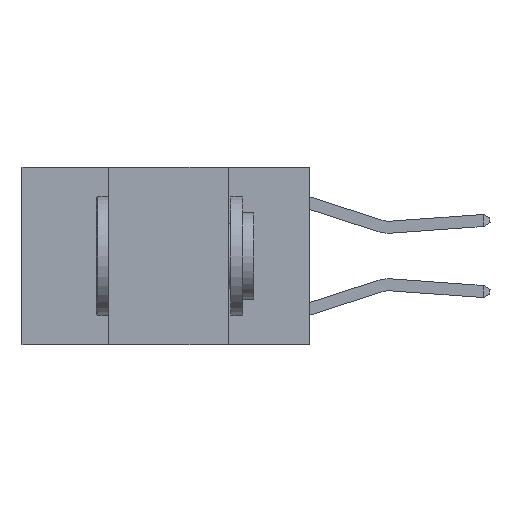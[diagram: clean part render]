
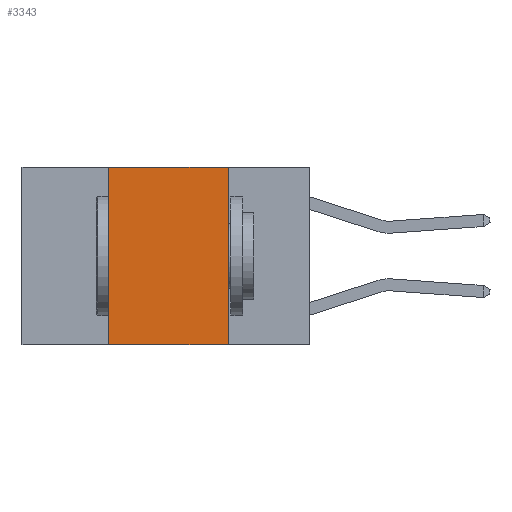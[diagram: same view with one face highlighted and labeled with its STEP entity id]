
A CAD part, left-side view. The second image highlights one B-rep face of the part: STEP entity #3343.
In plain terms, the highlighted planar face has unit normal (-1, 0, 0).
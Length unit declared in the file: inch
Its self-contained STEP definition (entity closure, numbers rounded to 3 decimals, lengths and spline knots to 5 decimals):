
#1318 = VECTOR ( 'NONE', #9053, 39.37008 ) ;
#2048 = EDGE_CURVE ( 'NONE', #11251, #3458, #21320, .T. ) ;
#3343 = ADVANCED_FACE ( 'NONE', ( #4825 ), #3856, .F. ) ;
#3458 = VERTEX_POINT ( 'NONE', #18407 ) ;
#3560 = VERTEX_POINT ( 'NONE', #11801 ) ;
#3702 = CARTESIAN_POINT ( 'NONE',  ( 0., 0.6, 0. ) ) ;
#3856 = PLANE ( 'NONE',  #18423 ) ;
#4709 = ORIENTED_EDGE ( 'NONE', *, *, #2048, .T. ) ;
#4825 = FACE_OUTER_BOUND ( 'NONE', #8556, .T. ) ;
#4927 = ORIENTED_EDGE ( 'NONE', *, *, #13376, .F. ) ;
#4928 = DIRECTION ( 'NONE',  ( 1., 0., 0. ) ) ;
#5542 = VERTEX_POINT ( 'NONE', #12392 ) ;
#7483 = LINE ( 'NONE', #21571, #17006 ) ;
#8169 = VECTOR ( 'NONE', #13251, 39.37008 ) ;
#8354 = ORIENTED_EDGE ( 'NONE', *, *, #8878, .F. ) ;
#8556 = EDGE_LOOP ( 'NONE', ( #4927, #18151, #8354, #4709 ) ) ;
#8878 = EDGE_CURVE ( 'NONE', #11251, #5542, #7483, .T. ) ;
#9053 = DIRECTION ( 'NONE',  ( 0., -1., 0. ) ) ;
#10310 = CARTESIAN_POINT ( 'NONE',  ( 0., 0.6, 0. ) ) ;
#10993 = DIRECTION ( 'NONE',  ( 0., 0., -1. ) ) ;
#11101 = CARTESIAN_POINT ( 'NONE',  ( 0., 0.6, -0.37 ) ) ;
#11124 = EDGE_CURVE ( 'NONE', #5542, #3560, #12579, .T. ) ;
#11251 = VERTEX_POINT ( 'NONE', #13379 ) ;
#11801 = CARTESIAN_POINT ( 'NONE',  ( 0., 0.17, 0. ) ) ;
#12392 = CARTESIAN_POINT ( 'NONE',  ( 0., 0.42, 0. ) ) ;
#12579 = LINE ( 'NONE', #3702, #1318 ) ;
#13251 = DIRECTION ( 'NONE',  ( 0., 0., -1. ) ) ;
#13376 = EDGE_CURVE ( 'NONE', #3560, #3458, #16952, .T. ) ;
#13379 = CARTESIAN_POINT ( 'NONE',  ( 0., 0.42, -0.37 ) ) ;
#13592 = CARTESIAN_POINT ( 'NONE',  ( 0., 0.17, 0. ) ) ;
#14601 = DIRECTION ( 'NONE',  ( 0., 0., 1. ) ) ;
#16952 = LINE ( 'NONE', #13592, #8169 ) ;
#17006 = VECTOR ( 'NONE', #14601, 39.37008 ) ;
#18151 = ORIENTED_EDGE ( 'NONE', *, *, #11124, .F. ) ;
#18176 = DIRECTION ( 'NONE',  ( 0., -1., 0. ) ) ;
#18407 = CARTESIAN_POINT ( 'NONE',  ( 0., 0.17, -0.37 ) ) ;
#18423 = AXIS2_PLACEMENT_3D ( 'NONE', #10310, #4928, #10993 ) ;
#20246 = VECTOR ( 'NONE', #18176, 39.37008 ) ;
#21320 = LINE ( 'NONE', #11101, #20246 ) ;
#21571 = CARTESIAN_POINT ( 'NONE',  ( 0., 0.42, 0. ) ) ;
